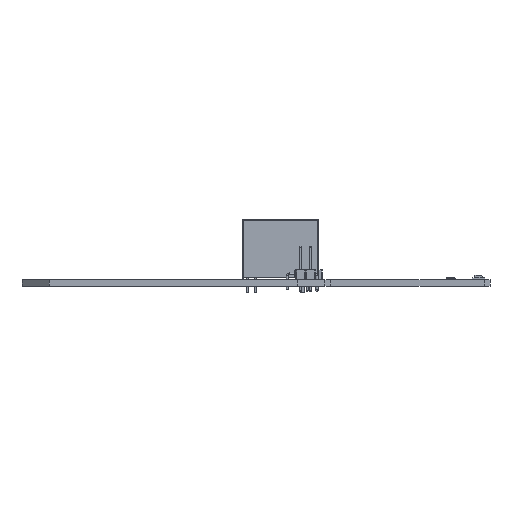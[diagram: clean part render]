
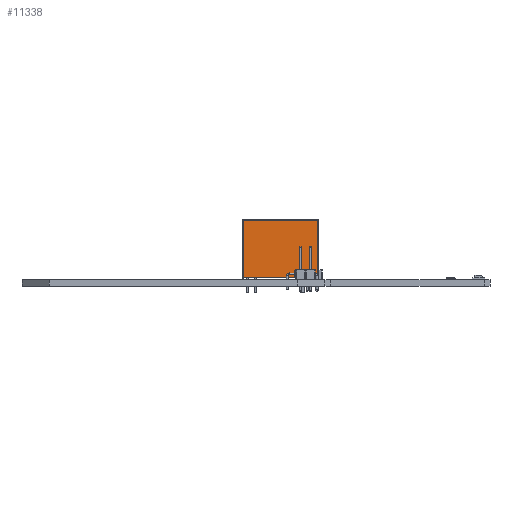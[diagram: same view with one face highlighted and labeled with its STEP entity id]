
A CAD part, left-side view. The second image highlights one B-rep face of the part: STEP entity #11338.
In plain terms, the highlighted face is planar.
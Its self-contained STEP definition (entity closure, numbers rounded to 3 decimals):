
#9335 = PLANE('',#9336);
#9336 = AXIS2_PLACEMENT_3D('',#9337,#9338,#9339);
#9337 = CARTESIAN_POINT('',(8.5,0.,0.48));
#9338 = DIRECTION('',(0.,0.,-1.));
#9339 = DIRECTION('',(-1.,0.,0.));
#9737 = VERTEX_POINT('',#9738);
#9738 = CARTESIAN_POINT('',(17.8,-7.7,0.48));
#9752 = PLANE('',#9753);
#9753 = AXIS2_PLACEMENT_3D('',#9754,#9755,#9756);
#9754 = CARTESIAN_POINT('',(17.8,7.7,0.1));
#9755 = DIRECTION('',(1.,0.,0.));
#9756 = DIRECTION('',(0.,-1.,0.));
#9764 = EDGE_CURVE('',#9765,#9737,#9767,.T.);
#9765 = VERTEX_POINT('',#9766);
#9766 = CARTESIAN_POINT('',(-0.8,-7.7,0.48));
#9767 = SURFACE_CURVE('',#9768,(#9772,#9779),.PCURVE_S1.);
#9768 = LINE('',#9769,#9770);
#9769 = CARTESIAN_POINT('',(13.4,-7.7,0.48));
#9770 = VECTOR('',#9771,1.);
#9771 = DIRECTION('',(1.,0.,0.));
#9772 = PCURVE('',#9335,#9773);
#9773 = DEFINITIONAL_REPRESENTATION('',(#9774),#9778);
#9774 = LINE('',#9775,#9776);
#9775 = CARTESIAN_POINT('',(-4.9,-7.7));
#9776 = VECTOR('',#9777,1.);
#9777 = DIRECTION('',(-1.,0.));
#9778 = ( GEOMETRIC_REPRESENTATION_CONTEXT(2) 
PARAMETRIC_REPRESENTATION_CONTEXT() REPRESENTATION_CONTEXT('2D SPACE',''
  ) );
#9779 = PCURVE('',#9780,#9785);
#9780 = PLANE('',#9781);
#9781 = AXIS2_PLACEMENT_3D('',#9782,#9783,#9784);
#9782 = CARTESIAN_POINT('',(18.3,-7.7,0.1));
#9783 = DIRECTION('',(0.,-1.,0.));
#9784 = DIRECTION('',(-1.,0.,0.));
#9785 = DEFINITIONAL_REPRESENTATION('',(#9786),#9790);
#9786 = LINE('',#9787,#9788);
#9787 = CARTESIAN_POINT('',(4.9,-0.38));
#9788 = VECTOR('',#9789,1.);
#9789 = DIRECTION('',(-1.,-0.));
#9790 = ( GEOMETRIC_REPRESENTATION_CONTEXT(2) 
PARAMETRIC_REPRESENTATION_CONTEXT() REPRESENTATION_CONTEXT('2D SPACE',''
  ) );
#9808 = PLANE('',#9809);
#9809 = AXIS2_PLACEMENT_3D('',#9810,#9811,#9812);
#9810 = CARTESIAN_POINT('',(-0.8,-8.7,0.1));
#9811 = DIRECTION('',(-1.,0.,0.));
#9812 = DIRECTION('',(0.,1.,0.));
#10903 = CYLINDRICAL_SURFACE('',#10904,0.25);
#10904 = AXIS2_PLACEMENT_3D('',#10905,#10906,#10907);
#10905 = CARTESIAN_POINT('',(18.05,-7.45,0.1));
#10906 = DIRECTION('',(0.,0.,1.));
#10907 = DIRECTION('',(0.,-1.,0.));
#10931 = PLANE('',#10932);
#10932 = AXIS2_PLACEMENT_3D('',#10933,#10934,#10935);
#10933 = CARTESIAN_POINT('',(8.5,0.,0.1));
#10934 = DIRECTION('',(-0.,-0.,-1.));
#10935 = DIRECTION('',(-1.,0.,0.));
#11175 = PLANE('',#11176);
#11176 = AXIS2_PLACEMENT_3D('',#11177,#11178,#11179);
#11177 = CARTESIAN_POINT('',(8.5,0.,0.1));
#11178 = DIRECTION('',(-0.,-0.,-1.));
#11179 = DIRECTION('',(-1.,0.,0.));
#11203 = CYLINDRICAL_SURFACE('',#11204,0.25);
#11204 = AXIS2_PLACEMENT_3D('',#11205,#11206,#11207);
#11205 = CARTESIAN_POINT('',(-1.05,-7.45,0.1));
#11206 = DIRECTION('',(0.,0.,1.));
#11207 = DIRECTION('',(-1.,0.,0.));
#11245 = VERTEX_POINT('',#11246);
#11246 = CARTESIAN_POINT('',(17.8,-7.7,0.1));
#11269 = EDGE_CURVE('',#11245,#9737,#11270,.T.);
#11270 = SURFACE_CURVE('',#11271,(#11275,#11282),.PCURVE_S1.);
#11271 = LINE('',#11272,#11273);
#11272 = CARTESIAN_POINT('',(17.8,-7.7,0.1));
#11273 = VECTOR('',#11274,1.);
#11274 = DIRECTION('',(0.,0.,1.));
#11275 = PCURVE('',#9752,#11276);
#11276 = DEFINITIONAL_REPRESENTATION('',(#11277),#11281);
#11277 = LINE('',#11278,#11279);
#11278 = CARTESIAN_POINT('',(15.4,0.));
#11279 = VECTOR('',#11280,1.);
#11280 = DIRECTION('',(0.,-1.));
#11281 = ( GEOMETRIC_REPRESENTATION_CONTEXT(2) 
PARAMETRIC_REPRESENTATION_CONTEXT() REPRESENTATION_CONTEXT('2D SPACE',''
  ) );
#11282 = PCURVE('',#9780,#11283);
#11283 = DEFINITIONAL_REPRESENTATION('',(#11284),#11288);
#11284 = LINE('',#11285,#11286);
#11285 = CARTESIAN_POINT('',(0.5,0.));
#11286 = VECTOR('',#11287,1.);
#11287 = DIRECTION('',(0.,-1.));
#11288 = ( GEOMETRIC_REPRESENTATION_CONTEXT(2) 
PARAMETRIC_REPRESENTATION_CONTEXT() REPRESENTATION_CONTEXT('2D SPACE',''
  ) );
#11338 = ADVANCED_FACE('',(#11339),#9780,.T.);
#11339 = FACE_BOUND('',#11340,.T.);
#11340 = EDGE_LOOP('',(#11341,#11366,#11394,#11417,#11440,#11461,#11462,
    #11463));
#11341 = ORIENTED_EDGE('',*,*,#11342,.T.);
#11342 = EDGE_CURVE('',#11343,#11345,#11347,.T.);
#11343 = VERTEX_POINT('',#11344);
#11344 = CARTESIAN_POINT('',(18.05,-7.7,0.1));
#11345 = VERTEX_POINT('',#11346);
#11346 = CARTESIAN_POINT('',(18.05,-7.7,15.35));
#11347 = SURFACE_CURVE('',#11348,(#11352,#11359),.PCURVE_S1.);
#11348 = LINE('',#11349,#11350);
#11349 = CARTESIAN_POINT('',(18.05,-7.7,0.1));
#11350 = VECTOR('',#11351,1.);
#11351 = DIRECTION('',(0.,0.,1.));
#11352 = PCURVE('',#9780,#11353);
#11353 = DEFINITIONAL_REPRESENTATION('',(#11354),#11358);
#11354 = LINE('',#11355,#11356);
#11355 = CARTESIAN_POINT('',(0.25,0.));
#11356 = VECTOR('',#11357,1.);
#11357 = DIRECTION('',(0.,-1.));
#11358 = ( GEOMETRIC_REPRESENTATION_CONTEXT(2) 
PARAMETRIC_REPRESENTATION_CONTEXT() REPRESENTATION_CONTEXT('2D SPACE',''
  ) );
#11359 = PCURVE('',#10903,#11360);
#11360 = DEFINITIONAL_REPRESENTATION('',(#11361),#11365);
#11361 = LINE('',#11362,#11363);
#11362 = CARTESIAN_POINT('',(0.,0.));
#11363 = VECTOR('',#11364,1.);
#11364 = DIRECTION('',(0.,1.));
#11365 = ( GEOMETRIC_REPRESENTATION_CONTEXT(2) 
PARAMETRIC_REPRESENTATION_CONTEXT() REPRESENTATION_CONTEXT('2D SPACE',''
  ) );
#11366 = ORIENTED_EDGE('',*,*,#11367,.T.);
#11367 = EDGE_CURVE('',#11345,#11368,#11370,.T.);
#11368 = VERTEX_POINT('',#11369);
#11369 = CARTESIAN_POINT('',(-1.05,-7.7,15.35));
#11370 = SURFACE_CURVE('',#11371,(#11375,#11382),.PCURVE_S1.);
#11371 = LINE('',#11372,#11373);
#11372 = CARTESIAN_POINT('',(18.05,-7.7,15.35));
#11373 = VECTOR('',#11374,1.);
#11374 = DIRECTION('',(-1.,0.,0.));
#11375 = PCURVE('',#9780,#11376);
#11376 = DEFINITIONAL_REPRESENTATION('',(#11377),#11381);
#11377 = LINE('',#11378,#11379);
#11378 = CARTESIAN_POINT('',(0.25,-15.25));
#11379 = VECTOR('',#11380,1.);
#11380 = DIRECTION('',(1.,0.));
#11381 = ( GEOMETRIC_REPRESENTATION_CONTEXT(2) 
PARAMETRIC_REPRESENTATION_CONTEXT() REPRESENTATION_CONTEXT('2D SPACE',''
  ) );
#11382 = PCURVE('',#11383,#11388);
#11383 = CYLINDRICAL_SURFACE('',#11384,0.25);
#11384 = AXIS2_PLACEMENT_3D('',#11385,#11386,#11387);
#11385 = CARTESIAN_POINT('',(18.05,-7.45,15.35));
#11386 = DIRECTION('',(-1.,0.,0.));
#11387 = DIRECTION('',(0.,0.,1.));
#11388 = DEFINITIONAL_REPRESENTATION('',(#11389),#11393);
#11389 = LINE('',#11390,#11391);
#11390 = CARTESIAN_POINT('',(4.712,0.));
#11391 = VECTOR('',#11392,1.);
#11392 = DIRECTION('',(0.,1.));
#11393 = ( GEOMETRIC_REPRESENTATION_CONTEXT(2) 
PARAMETRIC_REPRESENTATION_CONTEXT() REPRESENTATION_CONTEXT('2D SPACE',''
  ) );
#11394 = ORIENTED_EDGE('',*,*,#11395,.F.);
#11395 = EDGE_CURVE('',#11396,#11368,#11398,.T.);
#11396 = VERTEX_POINT('',#11397);
#11397 = CARTESIAN_POINT('',(-1.05,-7.7,0.1));
#11398 = SURFACE_CURVE('',#11399,(#11403,#11410),.PCURVE_S1.);
#11399 = LINE('',#11400,#11401);
#11400 = CARTESIAN_POINT('',(-1.05,-7.7,0.1));
#11401 = VECTOR('',#11402,1.);
#11402 = DIRECTION('',(0.,0.,1.));
#11403 = PCURVE('',#9780,#11404);
#11404 = DEFINITIONAL_REPRESENTATION('',(#11405),#11409);
#11405 = LINE('',#11406,#11407);
#11406 = CARTESIAN_POINT('',(19.35,0.));
#11407 = VECTOR('',#11408,1.);
#11408 = DIRECTION('',(0.,-1.));
#11409 = ( GEOMETRIC_REPRESENTATION_CONTEXT(2) 
PARAMETRIC_REPRESENTATION_CONTEXT() REPRESENTATION_CONTEXT('2D SPACE',''
  ) );
#11410 = PCURVE('',#11203,#11411);
#11411 = DEFINITIONAL_REPRESENTATION('',(#11412),#11416);
#11412 = LINE('',#11413,#11414);
#11413 = CARTESIAN_POINT('',(1.571,0.));
#11414 = VECTOR('',#11415,1.);
#11415 = DIRECTION('',(0.,1.));
#11416 = ( GEOMETRIC_REPRESENTATION_CONTEXT(2) 
PARAMETRIC_REPRESENTATION_CONTEXT() REPRESENTATION_CONTEXT('2D SPACE',''
  ) );
#11417 = ORIENTED_EDGE('',*,*,#11418,.F.);
#11418 = EDGE_CURVE('',#11419,#11396,#11421,.T.);
#11419 = VERTEX_POINT('',#11420);
#11420 = CARTESIAN_POINT('',(-0.8,-7.7,0.1));
#11421 = SURFACE_CURVE('',#11422,(#11426,#11433),.PCURVE_S1.);
#11422 = LINE('',#11423,#11424);
#11423 = CARTESIAN_POINT('',(18.3,-7.7,0.1));
#11424 = VECTOR('',#11425,1.);
#11425 = DIRECTION('',(-1.,0.,0.));
#11426 = PCURVE('',#9780,#11427);
#11427 = DEFINITIONAL_REPRESENTATION('',(#11428),#11432);
#11428 = LINE('',#11429,#11430);
#11429 = CARTESIAN_POINT('',(0.,-0.));
#11430 = VECTOR('',#11431,1.);
#11431 = DIRECTION('',(1.,0.));
#11432 = ( GEOMETRIC_REPRESENTATION_CONTEXT(2) 
PARAMETRIC_REPRESENTATION_CONTEXT() REPRESENTATION_CONTEXT('2D SPACE',''
  ) );
#11433 = PCURVE('',#11175,#11434);
#11434 = DEFINITIONAL_REPRESENTATION('',(#11435),#11439);
#11435 = LINE('',#11436,#11437);
#11436 = CARTESIAN_POINT('',(-9.8,-7.7));
#11437 = VECTOR('',#11438,1.);
#11438 = DIRECTION('',(1.,0.));
#11439 = ( GEOMETRIC_REPRESENTATION_CONTEXT(2) 
PARAMETRIC_REPRESENTATION_CONTEXT() REPRESENTATION_CONTEXT('2D SPACE',''
  ) );
#11440 = ORIENTED_EDGE('',*,*,#11441,.F.);
#11441 = EDGE_CURVE('',#9765,#11419,#11442,.T.);
#11442 = SURFACE_CURVE('',#11443,(#11447,#11454),.PCURVE_S1.);
#11443 = LINE('',#11444,#11445);
#11444 = CARTESIAN_POINT('',(-0.8,-7.7,0.1));
#11445 = VECTOR('',#11446,1.);
#11446 = DIRECTION('',(-0.,-0.,-1.));
#11447 = PCURVE('',#9780,#11448);
#11448 = DEFINITIONAL_REPRESENTATION('',(#11449),#11453);
#11449 = LINE('',#11450,#11451);
#11450 = CARTESIAN_POINT('',(19.1,0.));
#11451 = VECTOR('',#11452,1.);
#11452 = DIRECTION('',(0.,1.));
#11453 = ( GEOMETRIC_REPRESENTATION_CONTEXT(2) 
PARAMETRIC_REPRESENTATION_CONTEXT() REPRESENTATION_CONTEXT('2D SPACE',''
  ) );
#11454 = PCURVE('',#9808,#11455);
#11455 = DEFINITIONAL_REPRESENTATION('',(#11456),#11460);
#11456 = LINE('',#11457,#11458);
#11457 = CARTESIAN_POINT('',(1.,0.));
#11458 = VECTOR('',#11459,1.);
#11459 = DIRECTION('',(0.,1.));
#11460 = ( GEOMETRIC_REPRESENTATION_CONTEXT(2) 
PARAMETRIC_REPRESENTATION_CONTEXT() REPRESENTATION_CONTEXT('2D SPACE',''
  ) );
#11461 = ORIENTED_EDGE('',*,*,#9764,.T.);
#11462 = ORIENTED_EDGE('',*,*,#11269,.F.);
#11463 = ORIENTED_EDGE('',*,*,#11464,.F.);
#11464 = EDGE_CURVE('',#11343,#11245,#11465,.T.);
#11465 = SURFACE_CURVE('',#11466,(#11470,#11477),.PCURVE_S1.);
#11466 = LINE('',#11467,#11468);
#11467 = CARTESIAN_POINT('',(18.3,-7.7,0.1));
#11468 = VECTOR('',#11469,1.);
#11469 = DIRECTION('',(-1.,0.,0.));
#11470 = PCURVE('',#9780,#11471);
#11471 = DEFINITIONAL_REPRESENTATION('',(#11472),#11476);
#11472 = LINE('',#11473,#11474);
#11473 = CARTESIAN_POINT('',(0.,-0.));
#11474 = VECTOR('',#11475,1.);
#11475 = DIRECTION('',(1.,0.));
#11476 = ( GEOMETRIC_REPRESENTATION_CONTEXT(2) 
PARAMETRIC_REPRESENTATION_CONTEXT() REPRESENTATION_CONTEXT('2D SPACE',''
  ) );
#11477 = PCURVE('',#10931,#11478);
#11478 = DEFINITIONAL_REPRESENTATION('',(#11479),#11483);
#11479 = LINE('',#11480,#11481);
#11480 = CARTESIAN_POINT('',(-9.8,-7.7));
#11481 = VECTOR('',#11482,1.);
#11482 = DIRECTION('',(1.,0.));
#11483 = ( GEOMETRIC_REPRESENTATION_CONTEXT(2) 
PARAMETRIC_REPRESENTATION_CONTEXT() REPRESENTATION_CONTEXT('2D SPACE',''
  ) );
